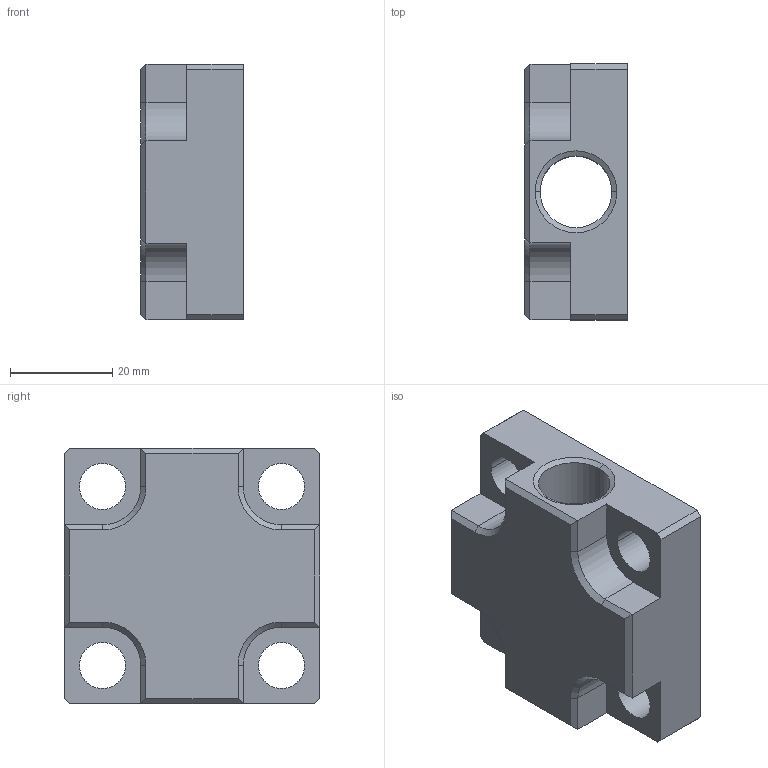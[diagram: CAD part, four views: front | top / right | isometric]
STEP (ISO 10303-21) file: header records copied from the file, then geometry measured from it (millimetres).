
FILE_DESCRIPTION(('Creo Elements/Direct Modeling STEP Export'),'2;1');
FILE_NAME('55.0248.3_Gewindeendstück-MMS-55_M16.stp','2022-03-21T 8:08:08',(''),(''),'PTC Creo Elements/Direct Modeling STEP processor for AP214 (Solid Model)','PTC Creo Elements/Direct Modeling 19.0C 15-Aug-2015 (C) Parametric Technology GmbH','');
FILE_SCHEMA(('AUTOMOTIVE_DESIGN { 1 0 10303 214 1 1 1 1 }'));
Length unit declared in the file: millimetre
Products named in the file (2): Gewindeendstück-MMS-55_M16_55.0248.3_PX176261
Assembly tree (1 placements, depth 2):
  Gewindeendstück-MMS-55_M16_55.0248.3_PX176261
    Gewindeendstück-MMS-55_M16_55.0248.3_PX176261
Bounding box: 20 x 50 x 50 mm (x, y, z)
Volume: 31698 mm3; surface area: 11332.9 mm2
Topology: 1 solids, 1 shells, 56 faces, 142 edges, 88 vertices
Faces by surface type: plane 34, cylinder 14, cone 8
Entity records: 1683 total; most frequent: ORIENTED_EDGE 284, CARTESIAN_POINT 276, DIRECTION 270, EDGE_CURVE 142, VECTOR 106, LINE 106, VERTEX_POINT 88, AXIS2_PLACEMENT_3D 82
